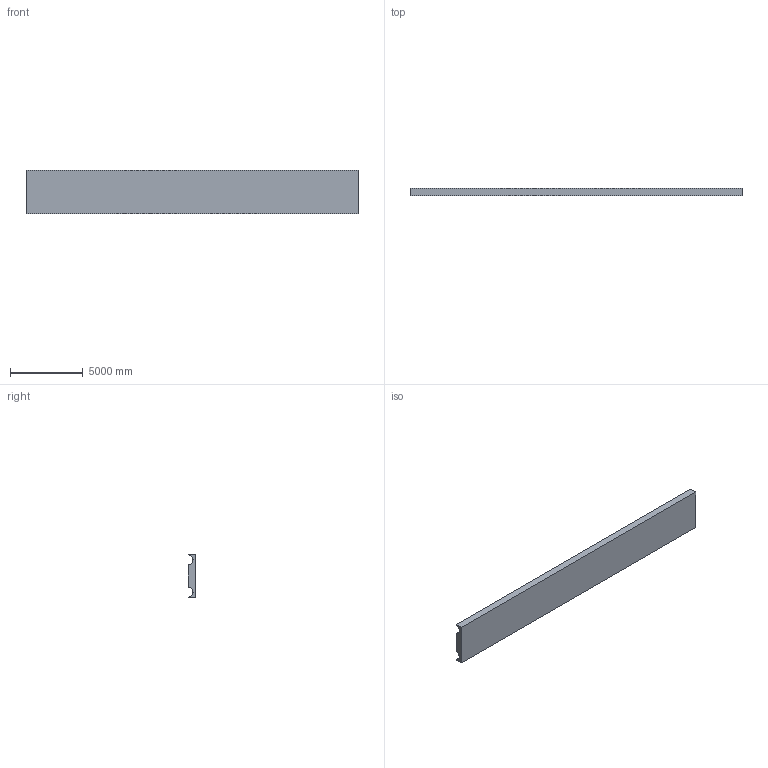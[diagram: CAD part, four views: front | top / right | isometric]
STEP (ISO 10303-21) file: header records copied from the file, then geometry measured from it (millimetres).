
FILE_DESCRIPTION (( 'STEP AP214' ), '1' );
FILE_NAME ('bowling lane.STEP', '2024-04-05T11:01:34', ( '' ), ( '' ), 'SwSTEP 2.0', 'SolidWorks 2018', '' );
FILE_SCHEMA (( 'AUTOMOTIVE_DESIGN' ));
Length unit declared in the file: millimetre
Products named in the file (1): bowling lane
Bounding box: 22860 x 500 x 2993.32 mm (x, y, z)
Volume: 26408588798.5 mm3; surface area: 178123397.4 mm2
Topology: 1 solids, 1 shells, 38 faces, 87 edges, 58 vertices
Faces by surface type: plane 36, cylinder 2
Entity records: 1159 total; most frequent: CARTESIAN_POINT 324, ORIENTED_EDGE 174, DIRECTION 134, EDGE_CURVE 87, VERTEX_POINT 58, VECTOR 48, LINE 48, EDGE_LOOP 45
